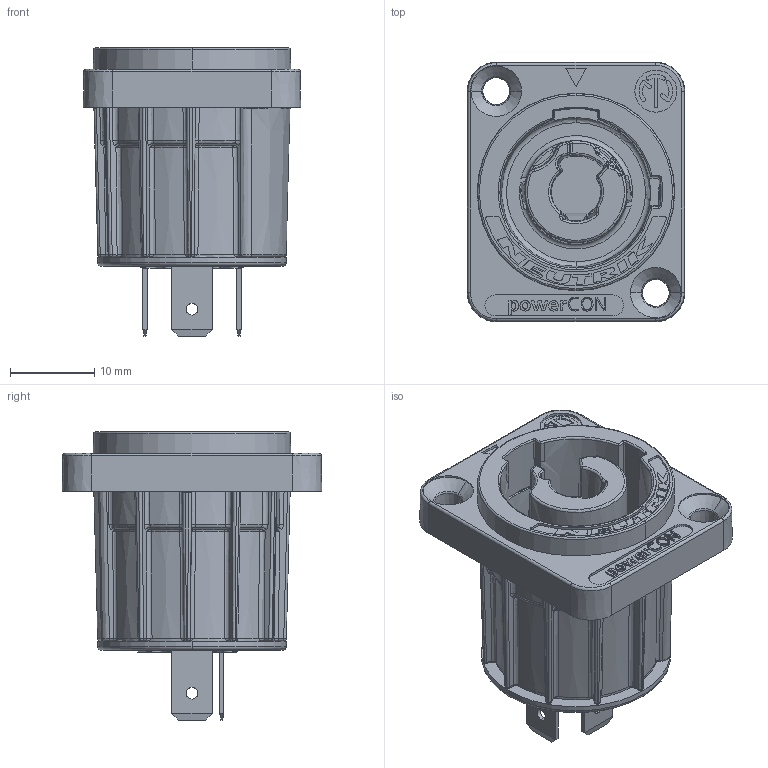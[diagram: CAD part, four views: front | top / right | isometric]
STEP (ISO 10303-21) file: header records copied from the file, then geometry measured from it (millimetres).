
FILE_DESCRIPTION((''),'2;1');
FILE_NAME('30011244','2024-01-16T10:17:05',('SYSTEM'),(''),'CREO PARAMETRIC BY PTC INC, 2021184','CREO PARAMETRIC BY PTC INC, 2021184','');
FILE_SCHEMA(('CONFIG_CONTROL_DESIGN'));
Products named in the file (1): 30011244
Bounding box: 25.9 x 30.9 x 34.3 mm (x, y, z)
Volume: 6848.3 mm3; surface area: 7335.5 mm2
Topology: 1 solids, 3 shells, 1242 faces, 3077 edges, 1901 vertices
Faces by surface type: plane 362, bspline 232, extrusion 211, cylinder 193, torus 97, cone 88, sphere 59
Entity records: 51891 total; most frequent: CARTESIAN_POINT 24909, ORIENTED_EDGE 6152, DIRECTION 4617, EDGE_CURVE 3076, VERTEX_POINT 1901, AXIS2_PLACEMENT_3D 1609, VECTOR 1399, EDGE_LOOP 1315
